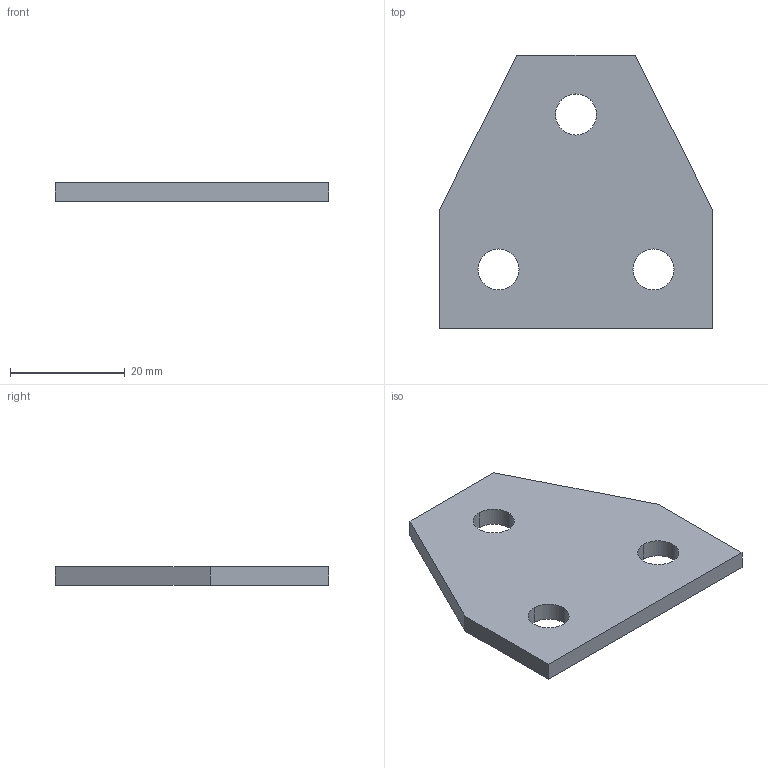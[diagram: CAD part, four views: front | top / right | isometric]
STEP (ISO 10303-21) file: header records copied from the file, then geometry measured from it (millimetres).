
FILE_DESCRIPTION(('TurboCAD Mac Pro'),'Build 980');
FILE_NAME('P6356A.stp',' ',(''),(''),'ACIS Interop','IMSI','TurboCAD Mac Pro BY IMSI, INCORPORATED');
FILE_SCHEMA(('automotive_design'));
Length unit declared in the file: inch
Products named in the file (2): 1; 2
Bounding box: 47.65 x 47.65 x 3.17 mm (x, y, z)
Volume: 5668.9 mm3; surface area: 4324.5 mm2
Topology: 1 solids, 1 shells, 20 faces, 54 edges, 36 vertices
Faces by surface type: bspline 12, plane 8
Entity records: 1132 total; most frequent: CARTESIAN_POINT 322, ORIENTED_EDGE 108, DIRECTION 56, EDGE_CURVE 54, STYLED_ITEM 39, PRESENTATION_STYLE_ASSIGNMENT 39, COLOUR_RGB 39, B_SPLINE_CURVE_WITH_KNOTS 36
